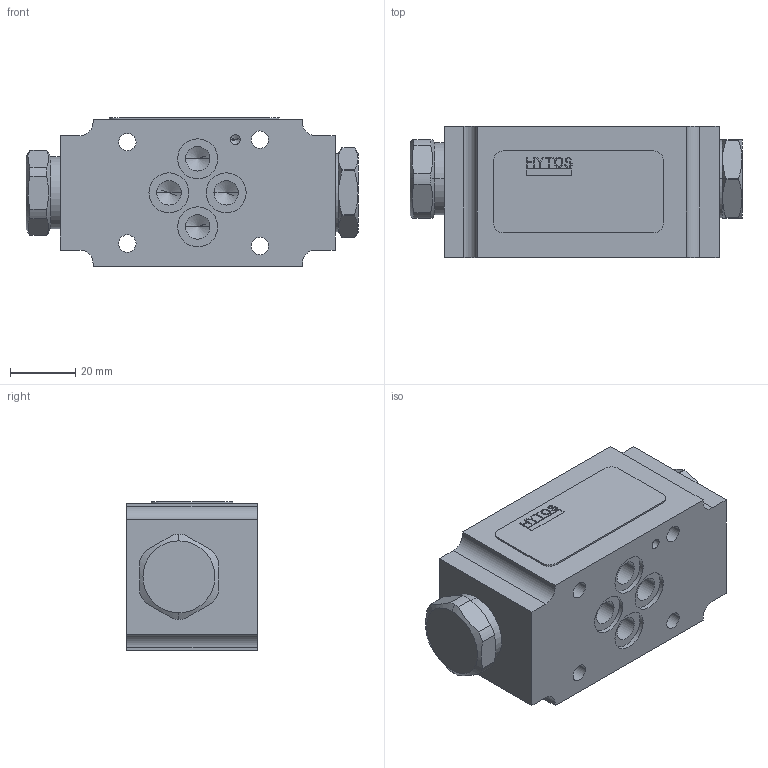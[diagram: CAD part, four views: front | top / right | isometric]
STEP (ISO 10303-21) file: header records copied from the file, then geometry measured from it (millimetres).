
FILE_DESCRIPTION((''),'2;1');
FILE_NAME('2RJV1_06','2011-03-14T',('tvatras'),(''),'PRO/ENGINEER BY PARAMETRIC TECHNOLOGY CORPORATION, 2010180','PRO/ENGINEER BY PARAMETRIC TECHNOLOGY CORPORATION, 2010180','');
FILE_SCHEMA(('CONFIG_CONTROL_DESIGN'));
Length unit declared in the file: millimetre
Products named in the file (1): 2RJV1_06
Bounding box: 101.5 x 40 x 45.5 mm (x, y, z)
Volume: 145312.3 mm3; surface area: 23164.6 mm2
Topology: 1 solids, 1 shells, 267 faces, 729 edges, 470 vertices
Faces by surface type: plane 175, cylinder 60, cone 32
Entity records: 8417 total; most frequent: CARTESIAN_POINT 1630, ORIENTED_EDGE 1414, DIRECTION 1357, EDGE_CURVE 707, VECTOR 541, LINE 541, VERTEX_POINT 466, AXIS2_PLACEMENT_3D 408
